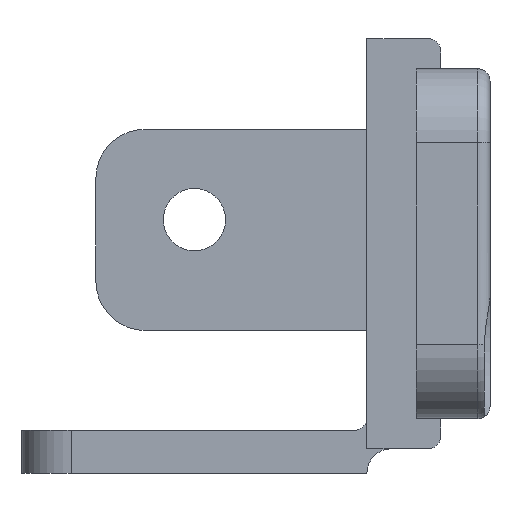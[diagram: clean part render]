
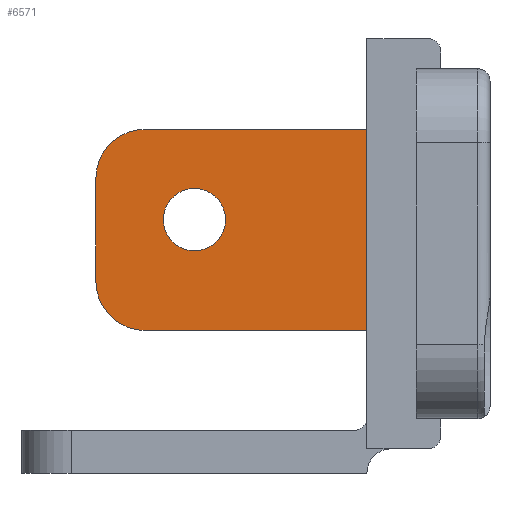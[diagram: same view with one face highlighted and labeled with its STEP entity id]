
A CAD part, left-side view. The second image highlights one B-rep face of the part: STEP entity #6571.
In plain terms, the highlighted planar face has unit normal (-1, 0, 0).
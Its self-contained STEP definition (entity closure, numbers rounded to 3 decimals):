
#472=FACE_BOUND('',#1398,.T.);
#637=PLANE('',#6878);
#1012=FACE_OUTER_BOUND('',#1397,.T.);
#1397=EDGE_LOOP('',(#6065,#6066,#6067,#6068,#6069,#6070));
#1398=EDGE_LOOP('',(#6071));
#1999=LINE('',#12215,#2606);
#2003=LINE('',#12227,#2610);
#2006=LINE('',#12237,#2613);
#2007=LINE('',#12238,#2614);
#2606=VECTOR('',#8009,10.);
#2610=VECTOR('',#8021,10.);
#2613=VECTOR('',#8032,10.);
#2614=VECTOR('',#8033,10.);
#2702=CIRCLE('',#6866,1.265);
#2706=CIRCLE('',#6873,2.);
#2708=CIRCLE('',#6877,2.);
#3318=VERTEX_POINT('',#12192);
#3327=VERTEX_POINT('',#12212);
#3328=VERTEX_POINT('',#12214);
#3330=VERTEX_POINT('',#12220);
#3332=VERTEX_POINT('',#12226);
#3334=VERTEX_POINT('',#12232);
#3335=VERTEX_POINT('',#12236);
#4243=EDGE_CURVE('',#3318,#3318,#2702,.T.);
#4252=EDGE_CURVE('',#3328,#3327,#1999,.T.);
#4255=EDGE_CURVE('',#3330,#3328,#2706,.T.);
#4258=EDGE_CURVE('',#3332,#3330,#2003,.T.);
#4262=EDGE_CURVE('',#3327,#3334,#2708,.T.);
#4263=EDGE_CURVE('',#3334,#3335,#2006,.T.);
#4264=EDGE_CURVE('',#3332,#3335,#2007,.T.);
#6065=ORIENTED_EDGE('',*,*,#4262,.T.);
#6066=ORIENTED_EDGE('',*,*,#4263,.T.);
#6067=ORIENTED_EDGE('',*,*,#4264,.F.);
#6068=ORIENTED_EDGE('',*,*,#4258,.T.);
#6069=ORIENTED_EDGE('',*,*,#4255,.T.);
#6070=ORIENTED_EDGE('',*,*,#4252,.T.);
#6071=ORIENTED_EDGE('',*,*,#4243,.T.);
#6571=ADVANCED_FACE('',(#1012,#472),#637,.F.);
#6866=AXIS2_PLACEMENT_3D('',#12194,#7993,#7994);
#6873=AXIS2_PLACEMENT_3D('',#12221,#8015,#8016);
#6877=AXIS2_PLACEMENT_3D('',#12234,#8028,#8029);
#6878=AXIS2_PLACEMENT_3D('',#12235,#8030,#8031);
#7993=DIRECTION('center_axis',(1.,0.,0.));
#7994=DIRECTION('ref_axis',(0.,1.,0.));
#8009=DIRECTION('',(0.,0.,-1.));
#8015=DIRECTION('center_axis',(-1.,0.,0.));
#8016=DIRECTION('ref_axis',(0.,1.,0.));
#8021=DIRECTION('',(0.,1.,0.));
#8028=DIRECTION('center_axis',(-1.,0.,0.));
#8029=DIRECTION('ref_axis',(0.,0.,-1.));
#8030=DIRECTION('center_axis',(1.,0.,0.));
#8031=DIRECTION('ref_axis',(0.,1.,0.));
#8032=DIRECTION('',(0.,-1.,0.));
#8033=DIRECTION('',(0.,0.,-1.));
#12192=CARTESIAN_POINT('',(26.65,8.736,2.283));
#12194=CARTESIAN_POINT('Origin',(26.65,10.,2.283));
#12212=CARTESIAN_POINT('',(26.65,14.,-0.217));
#12214=CARTESIAN_POINT('',(26.65,14.,3.953));
#12215=CARTESIAN_POINT('',(26.65,14.,-0.217));
#12220=CARTESIAN_POINT('',(26.65,12.,5.953));
#12221=CARTESIAN_POINT('Origin',(26.65,12.,3.953));
#12226=CARTESIAN_POINT('',(26.65,3.,5.953));
#12227=CARTESIAN_POINT('',(26.65,12.,5.953));
#12232=CARTESIAN_POINT('',(26.65,12.,-2.217));
#12234=CARTESIAN_POINT('Origin',(26.65,12.,-0.217));
#12235=CARTESIAN_POINT('Origin',(26.65,8.5,1.868));
#12236=CARTESIAN_POINT('',(26.65,3.,-2.217));
#12237=CARTESIAN_POINT('',(26.65,3.,-2.217));
#12238=CARTESIAN_POINT('',(26.65,3.,1.588));
